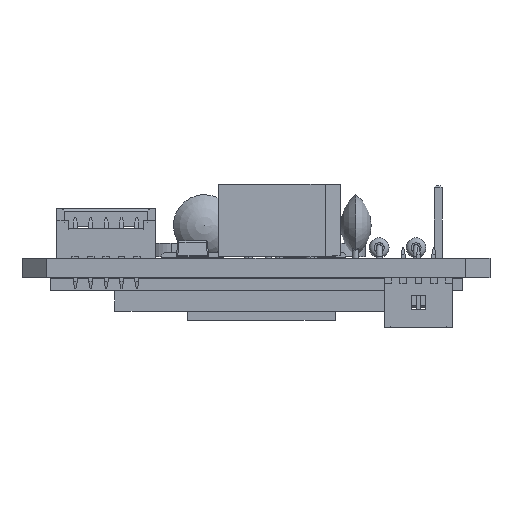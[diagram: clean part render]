
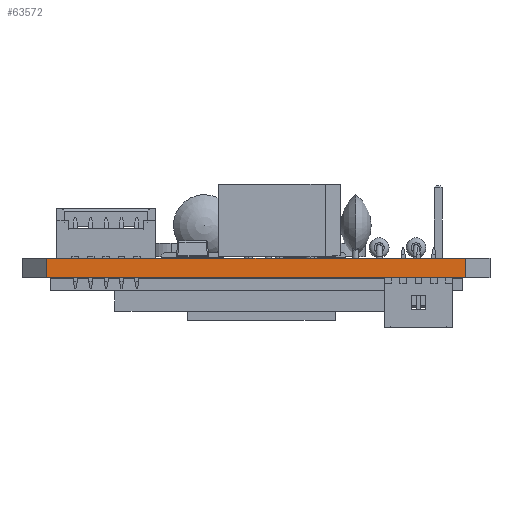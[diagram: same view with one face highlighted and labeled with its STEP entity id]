
A CAD part, front view. The second image highlights one B-rep face of the part: STEP entity #63572.
In plain terms, the highlighted planar face has unit normal (0, -1, 0).
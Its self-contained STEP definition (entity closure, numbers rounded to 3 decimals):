
#61228 = PLANE('',#61229);
#61229 = AXIS2_PLACEMENT_3D('',#61230,#61231,#61232);
#61230 = CARTESIAN_POINT('',(0.,0.,1.6));
#61231 = DIRECTION('',(-0.,-0.,-1.));
#61232 = DIRECTION('',(-1.,0.,0.));
#61282 = PLANE('',#61283);
#61283 = AXIS2_PLACEMENT_3D('',#61284,#61285,#61286);
#61284 = CARTESIAN_POINT('',(0.,0.,0.));
#61285 = DIRECTION('',(-0.,-0.,-1.));
#61286 = DIRECTION('',(-1.,0.,0.));
#61315 = PLANE('',#61316);
#61316 = AXIS2_PLACEMENT_3D('',#61317,#61318,#61319);
#61317 = CARTESIAN_POINT('',(-17.,-40.,0.));
#61318 = DIRECTION('',(-0.707,-0.707,0.));
#61319 = DIRECTION('',(-0.707,0.707,0.));
#61503 = VERTEX_POINT('',#61504);
#61504 = CARTESIAN_POINT('',(17.,-40.,0.));
#61518 = PLANE('',#61519);
#61519 = AXIS2_PLACEMENT_3D('',#61520,#61521,#61522);
#61520 = CARTESIAN_POINT('',(19.,-38.,0.));
#61521 = DIRECTION('',(0.707,-0.707,0.));
#61522 = DIRECTION('',(-0.707,-0.707,0.));
#61530 = EDGE_CURVE('',#61503,#61531,#61533,.T.);
#61531 = VERTEX_POINT('',#61532);
#61532 = CARTESIAN_POINT('',(-17.,-40.,0.));
#61533 = SURFACE_CURVE('',#61534,(#61538,#61545),.PCURVE_S1.);
#61534 = LINE('',#61535,#61536);
#61535 = CARTESIAN_POINT('',(17.,-40.,0.));
#61536 = VECTOR('',#61537,1.);
#61537 = DIRECTION('',(-1.,0.,0.));
#61538 = PCURVE('',#61282,#61539);
#61539 = DEFINITIONAL_REPRESENTATION('',(#61540),#61544);
#61540 = LINE('',#61541,#61542);
#61541 = CARTESIAN_POINT('',(-17.,-40.));
#61542 = VECTOR('',#61543,1.);
#61543 = DIRECTION('',(1.,0.));
#61544 = ( GEOMETRIC_REPRESENTATION_CONTEXT(2) 
PARAMETRIC_REPRESENTATION_CONTEXT() REPRESENTATION_CONTEXT('2D SPACE',''
  ) );
#61545 = PCURVE('',#61546,#61551);
#61546 = PLANE('',#61547);
#61547 = AXIS2_PLACEMENT_3D('',#61548,#61549,#61550);
#61548 = CARTESIAN_POINT('',(17.,-40.,0.));
#61549 = DIRECTION('',(0.,-1.,0.));
#61550 = DIRECTION('',(-1.,0.,0.));
#61551 = DEFINITIONAL_REPRESENTATION('',(#61552),#61556);
#61552 = LINE('',#61553,#61554);
#61553 = CARTESIAN_POINT('',(0.,-0.));
#61554 = VECTOR('',#61555,1.);
#61555 = DIRECTION('',(1.,0.));
#61556 = ( GEOMETRIC_REPRESENTATION_CONTEXT(2) 
PARAMETRIC_REPRESENTATION_CONTEXT() REPRESENTATION_CONTEXT('2D SPACE',''
  ) );
#62612 = VERTEX_POINT('',#62613);
#62613 = CARTESIAN_POINT('',(17.,-40.,1.6));
#62634 = EDGE_CURVE('',#62612,#62635,#62637,.T.);
#62635 = VERTEX_POINT('',#62636);
#62636 = CARTESIAN_POINT('',(-17.,-40.,1.6));
#62637 = SURFACE_CURVE('',#62638,(#62642,#62649),.PCURVE_S1.);
#62638 = LINE('',#62639,#62640);
#62639 = CARTESIAN_POINT('',(17.,-40.,1.6));
#62640 = VECTOR('',#62641,1.);
#62641 = DIRECTION('',(-1.,0.,0.));
#62642 = PCURVE('',#61228,#62643);
#62643 = DEFINITIONAL_REPRESENTATION('',(#62644),#62648);
#62644 = LINE('',#62645,#62646);
#62645 = CARTESIAN_POINT('',(-17.,-40.));
#62646 = VECTOR('',#62647,1.);
#62647 = DIRECTION('',(1.,0.));
#62648 = ( GEOMETRIC_REPRESENTATION_CONTEXT(2) 
PARAMETRIC_REPRESENTATION_CONTEXT() REPRESENTATION_CONTEXT('2D SPACE',''
  ) );
#62649 = PCURVE('',#61546,#62650);
#62650 = DEFINITIONAL_REPRESENTATION('',(#62651),#62655);
#62651 = LINE('',#62652,#62653);
#62652 = CARTESIAN_POINT('',(0.,-1.6));
#62653 = VECTOR('',#62654,1.);
#62654 = DIRECTION('',(1.,0.));
#62655 = ( GEOMETRIC_REPRESENTATION_CONTEXT(2) 
PARAMETRIC_REPRESENTATION_CONTEXT() REPRESENTATION_CONTEXT('2D SPACE',''
  ) );
#63522 = EDGE_CURVE('',#61531,#62635,#63523,.T.);
#63523 = SURFACE_CURVE('',#63524,(#63528,#63535),.PCURVE_S1.);
#63524 = LINE('',#63525,#63526);
#63525 = CARTESIAN_POINT('',(-17.,-40.,0.));
#63526 = VECTOR('',#63527,1.);
#63527 = DIRECTION('',(0.,0.,1.));
#63528 = PCURVE('',#61315,#63529);
#63529 = DEFINITIONAL_REPRESENTATION('',(#63530),#63534);
#63530 = LINE('',#63531,#63532);
#63531 = CARTESIAN_POINT('',(0.,0.));
#63532 = VECTOR('',#63533,1.);
#63533 = DIRECTION('',(0.,-1.));
#63534 = ( GEOMETRIC_REPRESENTATION_CONTEXT(2) 
PARAMETRIC_REPRESENTATION_CONTEXT() REPRESENTATION_CONTEXT('2D SPACE',''
  ) );
#63535 = PCURVE('',#61546,#63536);
#63536 = DEFINITIONAL_REPRESENTATION('',(#63537),#63541);
#63537 = LINE('',#63538,#63539);
#63538 = CARTESIAN_POINT('',(34.,0.));
#63539 = VECTOR('',#63540,1.);
#63540 = DIRECTION('',(0.,-1.));
#63541 = ( GEOMETRIC_REPRESENTATION_CONTEXT(2) 
PARAMETRIC_REPRESENTATION_CONTEXT() REPRESENTATION_CONTEXT('2D SPACE',''
  ) );
#63572 = ADVANCED_FACE('',(#63573),#61546,.T.);
#63573 = FACE_BOUND('',#63574,.T.);
#63574 = EDGE_LOOP('',(#63575,#63596,#63597,#63598));
#63575 = ORIENTED_EDGE('',*,*,#63576,.T.);
#63576 = EDGE_CURVE('',#61503,#62612,#63577,.T.);
#63577 = SURFACE_CURVE('',#63578,(#63582,#63589),.PCURVE_S1.);
#63578 = LINE('',#63579,#63580);
#63579 = CARTESIAN_POINT('',(17.,-40.,0.));
#63580 = VECTOR('',#63581,1.);
#63581 = DIRECTION('',(0.,0.,1.));
#63582 = PCURVE('',#61546,#63583);
#63583 = DEFINITIONAL_REPRESENTATION('',(#63584),#63588);
#63584 = LINE('',#63585,#63586);
#63585 = CARTESIAN_POINT('',(0.,-0.));
#63586 = VECTOR('',#63587,1.);
#63587 = DIRECTION('',(0.,-1.));
#63588 = ( GEOMETRIC_REPRESENTATION_CONTEXT(2) 
PARAMETRIC_REPRESENTATION_CONTEXT() REPRESENTATION_CONTEXT('2D SPACE',''
  ) );
#63589 = PCURVE('',#61518,#63590);
#63590 = DEFINITIONAL_REPRESENTATION('',(#63591),#63595);
#63591 = LINE('',#63592,#63593);
#63592 = CARTESIAN_POINT('',(2.828,0.));
#63593 = VECTOR('',#63594,1.);
#63594 = DIRECTION('',(0.,-1.));
#63595 = ( GEOMETRIC_REPRESENTATION_CONTEXT(2) 
PARAMETRIC_REPRESENTATION_CONTEXT() REPRESENTATION_CONTEXT('2D SPACE',''
  ) );
#63596 = ORIENTED_EDGE('',*,*,#62634,.T.);
#63597 = ORIENTED_EDGE('',*,*,#63522,.F.);
#63598 = ORIENTED_EDGE('',*,*,#61530,.F.);
